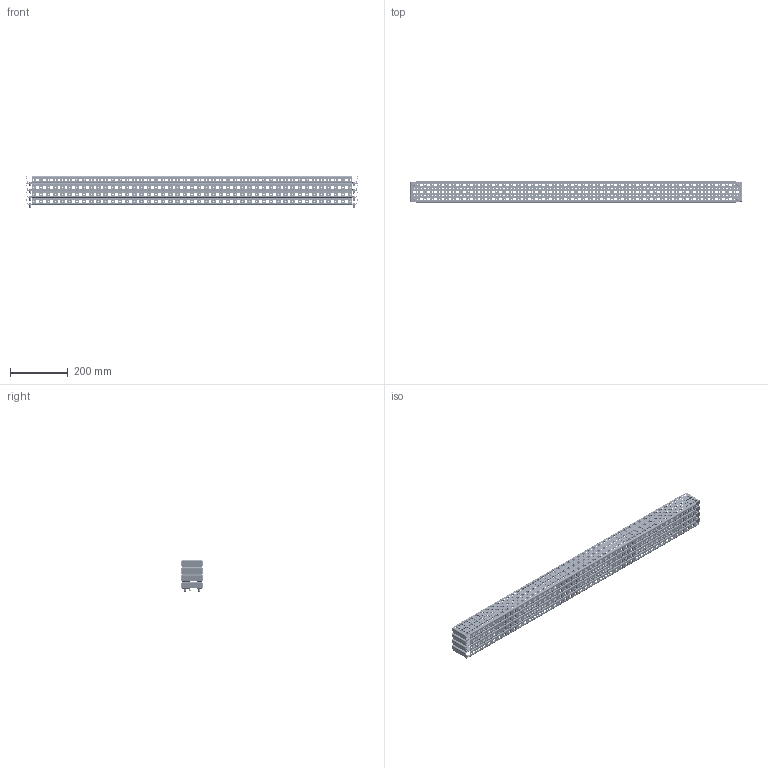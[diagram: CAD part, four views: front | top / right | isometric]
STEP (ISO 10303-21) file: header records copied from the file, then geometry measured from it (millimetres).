
FILE_DESCRIPTION (( 'STEP AP203' ), '1' );
FILE_NAME ('U2600122373 Êîìïëåêò ïëàíîê ìîíòàæíûõ ÂÌ 23õ73 òèï Ê LC2_RS52 00.120 (000.801.260-05).STEP', '2022-04-20T07:19:53', ( '' ), ( '' ), 'SwSTEP 2.0', 'SolidWorks 2017', '' );
FILE_SCHEMA (( 'CONFIG_CONTROL_DESIGN' ));
Length unit declared in the file: millimetre
Products named in the file (3): Âèíò DIN 7500 C TORX_Œ5å12; U2600122373 Êîìïëåêò ïëàíîê ìîíòàæíûõ ÂÌ 23õ73 òèï Ê LC2_RS52 00.120 (000.801.260-05); 025-219 Ïëàíêà ìîíòàæíàÿ 23õ73 òèï Ê èçì1_05 (1200)
Assembly tree (20 placements, depth 2):
  U2600122373 Êîìïëåêò ïëàíîê ìîíòàæíûõ ÂÌ 23õ73 òèï Ê LC2_RS52 00.120 (000.801.260-05)
    025-219 Ïëàíêà ìîíòàæíàÿ 23õ73 òèï Ê èçì1_05 (1200)  x4
    Âèíò DIN 7500 C TORX_Œ5å12  x16
Bounding box: 1153.98 x 73 x 110.6 mm (x, y, z)
Volume: 719498.4 mm3; surface area: 1121871.6 mm2
Topology: 20 solids, 20 shells, 8096 faces, 23704 edges, 15664 vertices
Faces by surface type: plane 4304, cylinder 3688, cone 64, sphere 32, bspline 8
Entity records: 66995 total; most frequent: CARTESIAN_POINT 11364, ORIENTED_EDGE 11180, DIRECTION 11147, EDGE_CURVE 5590, VECTOR 3813, LINE 3813, VERTEX_POINT 3694, AXIS2_PLACEMENT_3D 3667
